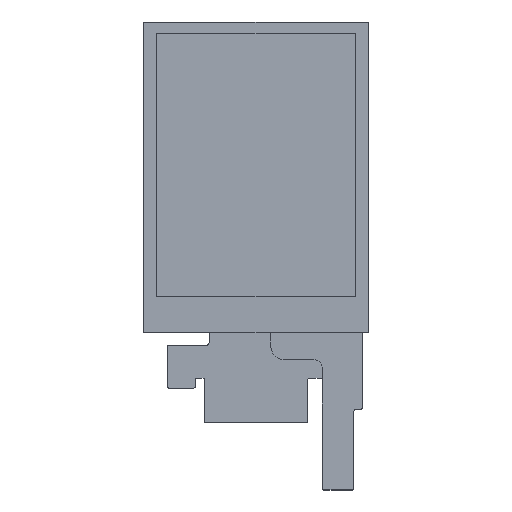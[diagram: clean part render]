
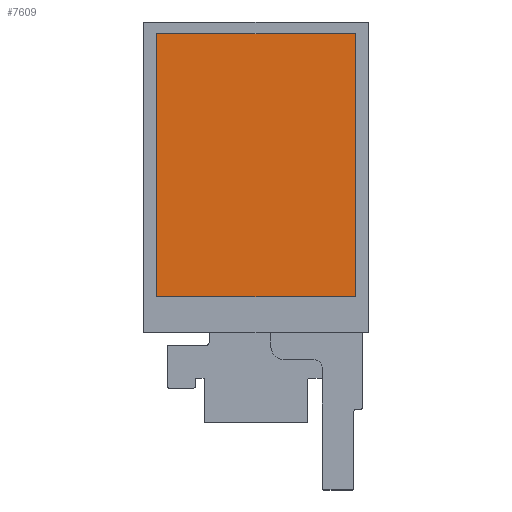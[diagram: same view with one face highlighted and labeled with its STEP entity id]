
A CAD part, top view. The second image highlights one B-rep face of the part: STEP entity #7609.
In plain terms, the highlighted planar face has unit normal (0, 0, 1).
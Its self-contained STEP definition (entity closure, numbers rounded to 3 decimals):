
#6856=DIRECTION('',(0.,-1.,0.));
#6857=VECTOR('',#6856,58.6);
#6858=CARTESIAN_POINT('',(-22.1,29.4,1.55));
#6859=LINE('',#6858,#6857);
#6860=DIRECTION('',(-1.,0.,0.));
#6861=VECTOR('',#6860,44.2);
#6862=CARTESIAN_POINT('',(22.1,29.4,1.55));
#6863=LINE('',#6862,#6861);
#6864=DIRECTION('',(0.,1.,0.));
#6865=VECTOR('',#6864,58.6);
#6866=CARTESIAN_POINT('',(22.1,-29.2,1.55));
#6867=LINE('',#6866,#6865);
#6868=DIRECTION('',(1.,0.,0.));
#6869=VECTOR('',#6868,44.2);
#6870=CARTESIAN_POINT('',(-22.1,-29.2,1.55));
#6871=LINE('',#6870,#6869);
#7244=CARTESIAN_POINT('',(-22.1,29.4,1.55));
#7245=CARTESIAN_POINT('',(-22.1,-29.2,1.55));
#7246=VERTEX_POINT('',#7244);
#7247=VERTEX_POINT('',#7245);
#7248=CARTESIAN_POINT('',(22.1,-29.2,1.55));
#7249=VERTEX_POINT('',#7248);
#7250=CARTESIAN_POINT('',(22.1,29.4,1.55));
#7251=VERTEX_POINT('',#7250);
#7598=CARTESIAN_POINT('',(0.,0.,1.55));
#7599=DIRECTION('',(0.,0.,1.));
#7600=DIRECTION('',(1.,0.,0.));
#7601=AXIS2_PLACEMENT_3D('',#7598,#7599,#7600);
#7602=PLANE('',#7601);
#7603=ORIENTED_EDGE('',*,*,#7550,.F.);
#7604=ORIENTED_EDGE('',*,*,#7565,.F.);
#7605=ORIENTED_EDGE('',*,*,#7579,.F.);
#7606=ORIENTED_EDGE('',*,*,#7592,.F.);
#7607=EDGE_LOOP('',(#7603,#7604,#7605,#7606));
#7608=FACE_OUTER_BOUND('',#7607,.F.);
#7550=EDGE_CURVE('',#7246,#7247,#6859,.T.);
#7565=EDGE_CURVE('',#7251,#7246,#6863,.T.);
#7579=EDGE_CURVE('',#7249,#7251,#6867,.T.);
#7592=EDGE_CURVE('',#7247,#7249,#6871,.T.);
#7609=ADVANCED_FACE('',(#7608),#7602,.T.);
